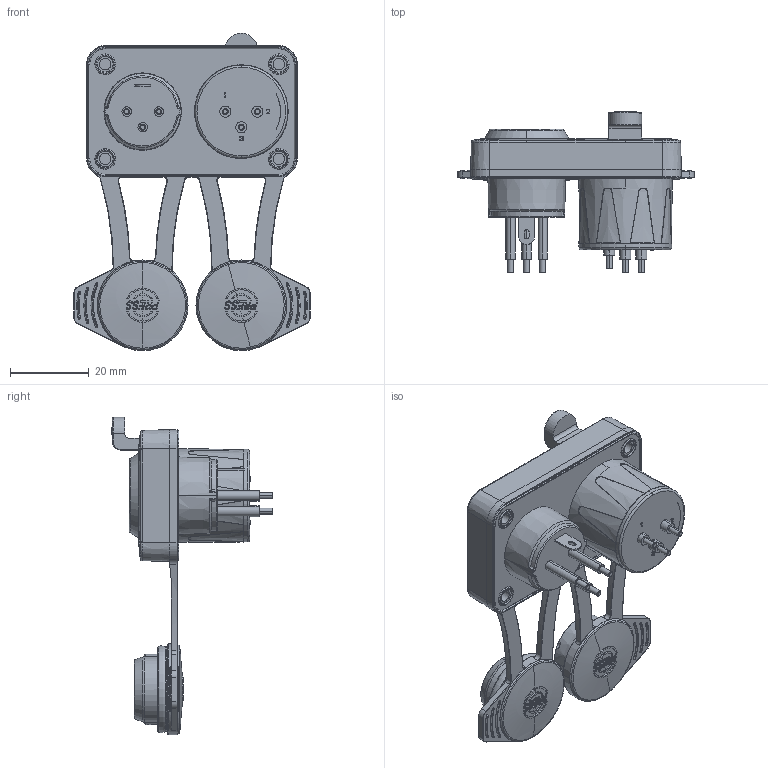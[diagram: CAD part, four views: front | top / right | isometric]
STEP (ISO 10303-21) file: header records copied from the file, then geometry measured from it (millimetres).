
FILE_DESCRIPTION((''),'2;1');
FILE_NAME('30012666','2025-07-17T02:44:03',('SYSTEM'),(''),'CREO PARAMETRIC BY PTC INC, 2023424','CREO PARAMETRIC BY PTC INC, 2023424','');
FILE_SCHEMA(('CONFIG_CONTROL_DESIGN'));
Products named in the file (1): 30012666
Bounding box: 60 x 41 x 80.45 mm (x, y, z)
Volume: 32704.9 mm3; surface area: 13671.9 mm2
Topology: 1 solids, 3 shells, 1569 faces, 4425 edges, 2932 vertices
Faces by surface type: plane 793, cylinder 264, torus 146, bspline 130, cone 116, extrusion 75, sphere 45
Entity records: 59357 total; most frequent: CARTESIAN_POINT 19001, ORIENTED_EDGE 8810, DIRECTION 8279, EDGE_CURVE 4405, AXIS2_PLACEMENT_3D 3277, VERTEX_POINT 2932, CIRCLE 1913, VECTOR 1725
